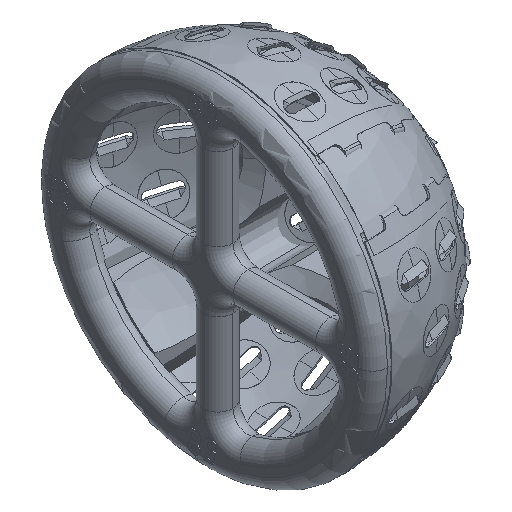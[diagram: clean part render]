
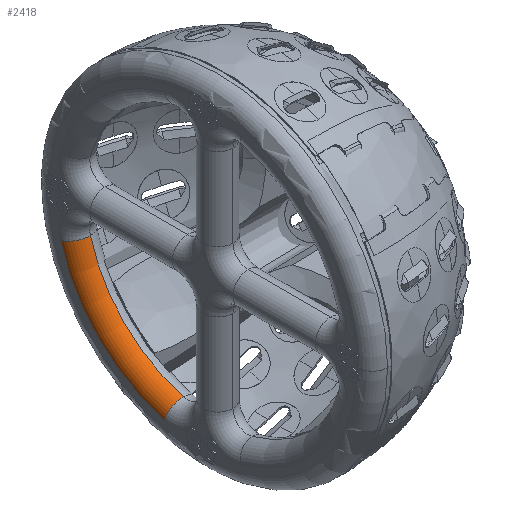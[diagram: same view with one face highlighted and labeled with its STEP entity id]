
A CAD part, isometric view. The second image highlights one B-rep face of the part: STEP entity #2418.
In plain terms, the highlighted toroidal (fillet/blend) face has major radius 24.625 mm and minor radius 2.54 mm.
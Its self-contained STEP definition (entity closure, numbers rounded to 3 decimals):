
#295 = CARTESIAN_POINT ( 'NONE',  ( -23.779, 6.4, 2.54 ) ) ;
#1968 = DIRECTION ( 'NONE',  ( -0.26, 0.966, 0. ) ) ;
#2418 = ADVANCED_FACE ( 'NONE', ( #4897 ), #21764, .T. ) ;
#2452 = DIRECTION ( 'NONE',  ( 1., 0., 0. ) ) ;
#2665 = CIRCLE ( 'NONE', #27411, 2.54 ) ;
#2689 = CARTESIAN_POINT ( 'NONE',  ( -23.779, 6.4, 0. ) ) ;
#2883 = CARTESIAN_POINT ( 'NONE',  ( 0., 0., 2.54 ) ) ;
#3149 = ORIENTED_EDGE ( 'NONE', *, *, #18170, .F. ) ;
#4897 = FACE_OUTER_BOUND ( 'NONE', #5132, .T. ) ;
#5132 = EDGE_LOOP ( 'NONE', ( #22285, #27472, #3149, #20778 ) ) ;
#8069 = EDGE_CURVE ( 'NONE', #18031, #8704, #2665, .T. ) ;
#8219 = AXIS2_PLACEMENT_3D ( 'NONE', #21744, #8463, #1968 ) ;
#8463 = DIRECTION ( 'NONE',  ( 0.966, 0.26, 0. ) ) ;
#8704 = VERTEX_POINT ( 'NONE', #21883 ) ;
#9457 = AXIS2_PLACEMENT_3D ( 'NONE', #2883, #16000, #2452 ) ;
#10501 = CARTESIAN_POINT ( 'NONE',  ( 0., 0., 2.54 ) ) ;
#12155 = AXIS2_PLACEMENT_3D ( 'NONE', #10501, #23611, #36705 ) ;
#14578 = DIRECTION ( 'NONE',  ( 1., 0., 0. ) ) ;
#16000 = DIRECTION ( 'NONE',  ( 0., 0., 1. ) ) ;
#16839 = EDGE_CURVE ( 'NONE', #20221, #18031, #21881, .T. ) ;
#17570 = DIRECTION ( 'NONE',  ( 0., 0., 1. ) ) ;
#18031 = VERTEX_POINT ( 'NONE', #2689 ) ;
#18170 = EDGE_CURVE ( 'NONE', #31605, #20221, #28805, .T. ) ;
#20130 = CARTESIAN_POINT ( 'NONE',  ( -5.74, 21.326, 2.54 ) ) ;
#20221 = VERTEX_POINT ( 'NONE', #27860 ) ;
#20504 = DIRECTION ( 'NONE',  ( -0.26, -0.966, 0. ) ) ;
#20778 = ORIENTED_EDGE ( 'NONE', *, *, #26651, .T. ) ;
#21744 = CARTESIAN_POINT ( 'NONE',  ( -6.4, 23.779, 2.54 ) ) ;
#21764 = TOROIDAL_SURFACE ( 'NONE', #12155, 24.625, 2.54 ) ;
#21881 = CIRCLE ( 'NONE', #32153, 24.625 ) ;
#21883 = CARTESIAN_POINT ( 'NONE',  ( -21.326, 5.74, 2.54 ) ) ;
#22285 = ORIENTED_EDGE ( 'NONE', *, *, #8069, .F. ) ;
#22498 = CIRCLE ( 'NONE', #9457, 22.085 ) ;
#23611 = DIRECTION ( 'NONE',  ( 0., 0., 1. ) ) ;
#26651 = EDGE_CURVE ( 'NONE', #31605, #8704, #22498, .T. ) ;
#27411 = AXIS2_PLACEMENT_3D ( 'NONE', #295, #20504, #33618 ) ;
#27472 = ORIENTED_EDGE ( 'NONE', *, *, #16839, .F. ) ;
#27860 = CARTESIAN_POINT ( 'NONE',  ( -6.4, 23.779, 0. ) ) ;
#28805 = CIRCLE ( 'NONE', #8219, 2.54 ) ;
#31605 = VERTEX_POINT ( 'NONE', #20130 ) ;
#32153 = AXIS2_PLACEMENT_3D ( 'NONE', #37549, #17570, #14578 ) ;
#33618 = DIRECTION ( 'NONE',  ( 0.966, -0.26, 0. ) ) ;
#36705 = DIRECTION ( 'NONE',  ( 1., 0., 0. ) ) ;
#37549 = CARTESIAN_POINT ( 'NONE',  ( 0., 0., 0. ) ) ;
